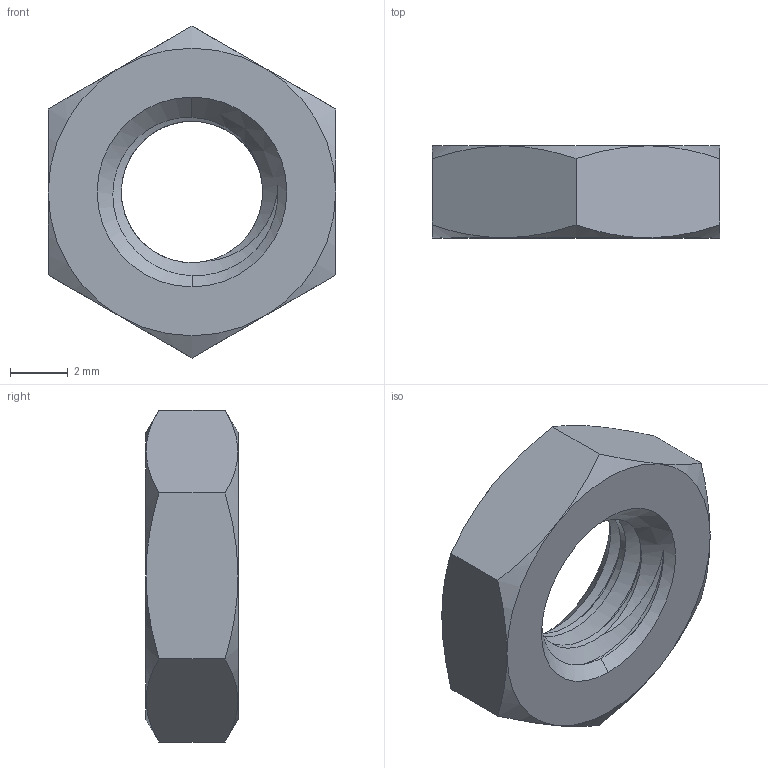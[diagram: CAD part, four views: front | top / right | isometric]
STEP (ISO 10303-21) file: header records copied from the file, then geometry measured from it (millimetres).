
FILE_DESCRIPTION((''),'2;1');
FILE_NAME('GRAINGER-38DG47','2025-03-11T19:14:58',('Administrator'),(''),'CREO PARAMETRIC BY PTC INC, 2020184','CREO PARAMETRIC BY PTC INC, 2020184','');
FILE_SCHEMA(('AUTOMOTIVE_DESIGN { 1 0 10303 214 1 1 1 1 }'));
Length unit declared in the file: millimetre
Products named in the file (1): GRAINGER-38DG47
Bounding box: 10 x 3.2 x 11.55 mm (x, y, z)
Volume: 194.3 mm3; surface area: 295.9 mm2
Topology: 1 solids, 1 shells, 32 faces, 78 edges, 48 vertices
Faces by surface type: cone 16, plane 8, bspline 6, cylinder 2
Entity records: 2098 total; most frequent: CARTESIAN_POINT 1264, ORIENTED_EDGE 156, COLOUR_RGB 114, DIRECTION 108, EDGE_CURVE 78, VERTEX_POINT 48, AXIS2_PLACEMENT_3D 47, B_SPLINE_CURVE_WITH_KNOTS 44
